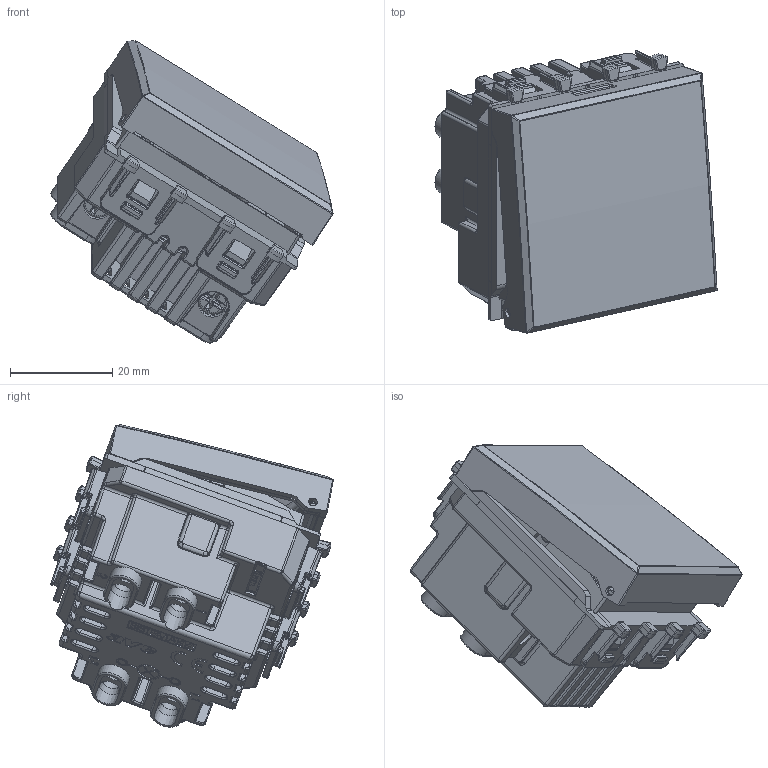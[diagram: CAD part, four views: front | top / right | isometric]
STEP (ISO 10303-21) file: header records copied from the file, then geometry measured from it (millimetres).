
FILE_DESCRIPTION(('CATIA V5 STEP Exchange'),'2;1');
FILE_NAME('441005TP-2.stp','2025-11-06T09:02:33+00:00',('none'),('none'),'CATIA Version 5-6 Release 2016 SP6','CATIA V5 STEP AP203','none');
FILE_SCHEMA(('CONFIG_CONTROL_DESIGN'));
Length unit declared in the file: millimetre
Products named in the file (1): STP
Assembly tree (19 placements, depth 2):
  STP
    #57
    #78274
    #136724
    #155547
    #159459
    #159766
    #163791
    #166980  x4
    #167973  x4
    #169886
    #172751
    #173611
    #175100
Bounding box: 55.21 x 55.32 x 59.16 mm (x, y, z)
Volume: 25412.7 mm3; surface area: 52039.1 mm2
Topology: 51 solids, 51 shells, 5020 faces, 13466 edges, 8332 vertices
Faces by surface type: plane 2520, cylinder 1379, bspline 677, sphere 158, cone 158, torus 100, extrusion 26, revolution 2
Entity records: 176770 total; most frequent: CARTESIAN_POINT 74449, ORIENTED_EDGE 25068, DIRECTION 14402, EDGE_CURVE 12534, VERTEX_POINT 7870, VECTOR 6794, LINE 6768, EDGE_LOOP 4854
